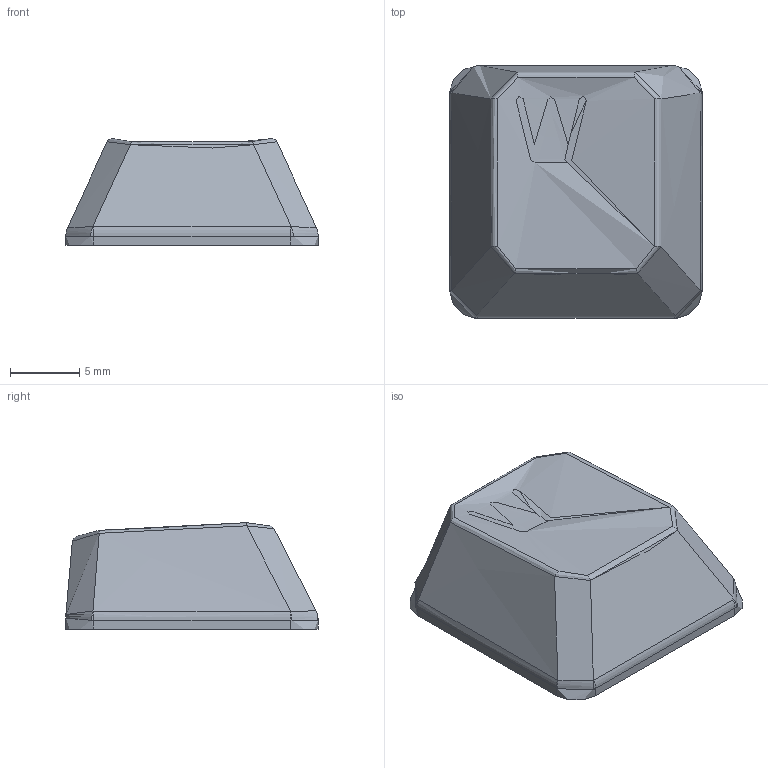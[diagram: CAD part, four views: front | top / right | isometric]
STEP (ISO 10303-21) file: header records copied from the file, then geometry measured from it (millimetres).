
FILE_DESCRIPTION(/* description */ (''),/* implementation_level */ '2;1');
FILE_NAME(/* name */ 'Row_2_W.step',/* time_stamp */ '2022-06-25T00:09:53-05:00',/* author */ (''),/* organization */ (''),/* preprocessor_version */ 'ST-DEVELOPER v19',/* originating_system */ 'Autodesk Translation Framework v11.7.0.108',/* authorisation */ '');
FILE_SCHEMA (('AUTOMOTIVE_DESIGN { 1 0 10303 214 3 1 1 }'));
Length unit declared in the file: millimetre
Products named in the file (1): Row_2_W
Bounding box: 18.16 x 18.16 x 7.68 mm (x, y, z)
Volume: 564.6 mm3; surface area: 1431.1 mm2
Topology: 1 solids, 1 shells, 75 faces, 219 edges, 150 vertices
Faces by surface type: bspline 38, plane 26, cylinder 11
Full cylindrical faces by diameter (mm): 5.5 x1
Entity records: 3673 total; most frequent: CARTESIAN_POINT 1904, ORIENTED_EDGE 438, DIRECTION 233, EDGE_CURVE 219, VERTEX_POINT 150, B_SPLINE_CURVE_WITH_KNOTS 113, AXIS2_PLACEMENT_3D 89, EDGE_LOOP 79
